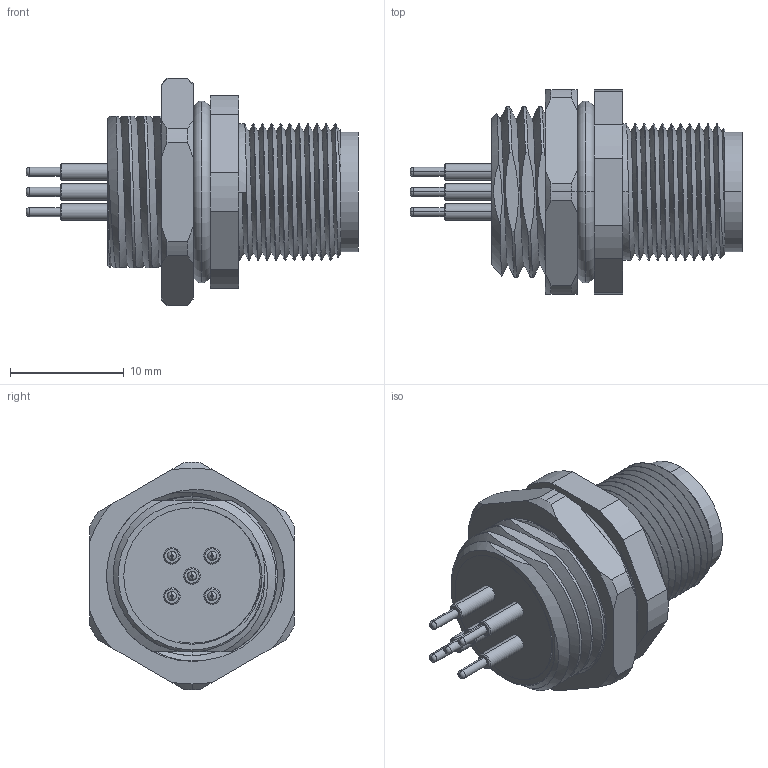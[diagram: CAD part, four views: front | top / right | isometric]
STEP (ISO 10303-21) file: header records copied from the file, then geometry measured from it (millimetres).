
FILE_DESCRIPTION (( 'STEP AP203' ), '1' );
FILE_NAME ('54-00352_revA.STEP', '2023-05-19T15:53:55', ( '' ), ( '' ), 'SwSTEP 2.0', 'SolidWorks 2021', '' );
FILE_SCHEMA (( 'CONFIG_CONTROL_DESIGN' ));
Length unit declared in the file: millimetre
Products named in the file (6): 54-00352-05___; 54-00352-02; 54-00352_revA; 54-00352-03___; 54-00352-04___; 54-00352-01___
Assembly tree (9 placements, depth 2):
  54-00352_revA
    54-00352-01___
    54-00352-02
    54-00352-04___
    54-00352-05___
    54-00352-03___  x5
Bounding box: 29.2 x 18 x 20 mm (x, y, z)
Volume: 2959.2 mm3; surface area: 5689.8 mm2
Topology: 10 solids, 10 shells, 363 faces, 857 edges, 546 vertices
Faces by surface type: cylinder 167, plane 86, cone 55, torus 44, bspline 11
Entity records: 12383 total; most frequent: CARTESIAN_POINT 5826, ORIENTED_EDGE 1282, DIRECTION 1172, EDGE_CURVE 641, AXIS2_PLACEMENT_3D 478, VERTEX_POINT 418, EDGE_LOOP 293, FACE_OUTER_BOUND 251
